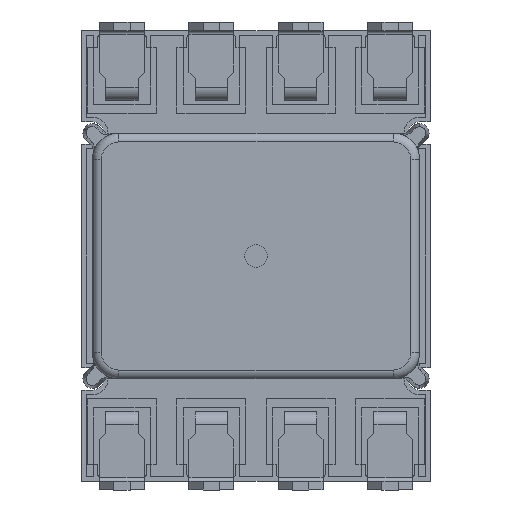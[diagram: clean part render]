
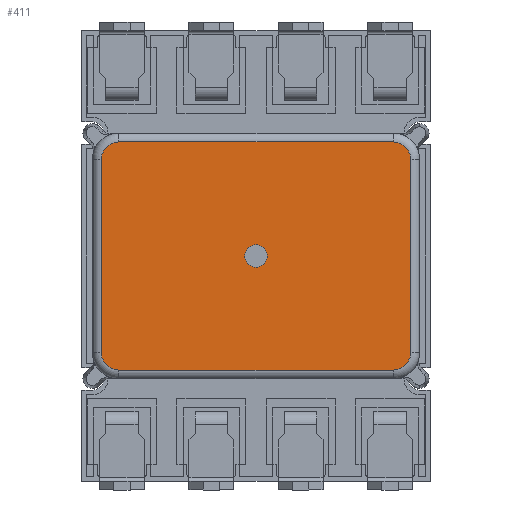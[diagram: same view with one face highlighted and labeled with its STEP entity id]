
A CAD part, front view. The second image highlights one B-rep face of the part: STEP entity #411.
In plain terms, the highlighted face is planar.
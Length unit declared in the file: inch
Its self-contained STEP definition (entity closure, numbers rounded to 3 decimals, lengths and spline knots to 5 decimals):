
#411 = ADVANCED_FACE ( 'NONE', ( #15373, #15441 ), #12979, .T. ) ;
#693 = ORIENTED_EDGE ( 'NONE', *, *, #2183, .T. ) ;
#723 = ORIENTED_EDGE ( 'NONE', *, *, #2236, .F. ) ;
#740 = ORIENTED_EDGE ( 'NONE', *, *, #2194, .T. ) ;
#778 = ORIENTED_EDGE ( 'NONE', *, *, #2159, .F. ) ;
#1501 = EDGE_LOOP ( 'NONE', ( #778, #723 ) ) ;
#1509 = EDGE_LOOP ( 'NONE', ( #740, #693, #14963, #14961, #14893, #14967, #14863, #14925 ) ) ;
#2143 = EDGE_CURVE ( 'NONE', #6826, #6775, #16025, .T. ) ;
#2159 = EDGE_CURVE ( 'NONE', #6851, #6857, #16007, .T. ) ;
#2162 = EDGE_CURVE ( 'NONE', #6779, #6826, #16050, .T. ) ;
#2169 = EDGE_CURVE ( 'NONE', #6821, #6770, #16008, .T. ) ;
#2183 = EDGE_CURVE ( 'NONE', #6790, #6779, #16058, .T. ) ;
#2194 = EDGE_CURVE ( 'NONE', #6827, #6790, #16066, .T. ) ;
#2199 = EDGE_CURVE ( 'NONE', #6775, #6821, #16078, .T. ) ;
#2200 = EDGE_CURVE ( 'NONE', #6796, #6827, #16073, .T. ) ;
#2202 = EDGE_CURVE ( 'NONE', #6770, #6796, #16098, .T. ) ;
#2236 = EDGE_CURVE ( 'NONE', #6857, #6851, #16107, .T. ) ;
#4728 = CARTESIAN_POINT ( 'NONE',  ( -0.15354, 0.1063, 0.1276 ) ) ;
#4754 = CARTESIAN_POINT ( 'NONE',  ( -0.17307, 0.1063, 0.10807 ) ) ;
#4775 = CARTESIAN_POINT ( 'NONE',  ( 0.15354, 0.1063, -0.1276 ) ) ;
#4782 = CARTESIAN_POINT ( 'NONE',  ( 0.17307, 0.1063, 0.10807 ) ) ;
#4793 = CARTESIAN_POINT ( 'NONE',  ( 0.15354, 0.1063, 0.1276 ) ) ;
#4832 = CARTESIAN_POINT ( 'NONE',  ( -0.15354, 0.1063, -0.1276 ) ) ;
#4835 = CARTESIAN_POINT ( 'NONE',  ( -0.17307, 0.1063, -0.10807 ) ) ;
#4836 = CARTESIAN_POINT ( 'NONE',  ( 0.17307, 0.1063, -0.10807 ) ) ;
#4882 = CARTESIAN_POINT ( 'NONE',  ( 0., 0.1063, 0.0125 ) ) ;
#4888 = CARTESIAN_POINT ( 'NONE',  ( 0., 0.1063, -0.0125 ) ) ;
#6770 = VERTEX_POINT ( 'NONE', #4775 ) ;
#6775 = VERTEX_POINT ( 'NONE', #4782 ) ;
#6779 = VERTEX_POINT ( 'NONE', #4728 ) ;
#6790 = VERTEX_POINT ( 'NONE', #4754 ) ;
#6796 = VERTEX_POINT ( 'NONE', #4832 ) ;
#6821 = VERTEX_POINT ( 'NONE', #4836 ) ;
#6826 = VERTEX_POINT ( 'NONE', #4793 ) ;
#6827 = VERTEX_POINT ( 'NONE', #4835 ) ;
#6851 = VERTEX_POINT ( 'NONE', #4882 ) ;
#6857 = VERTEX_POINT ( 'NONE', #4888 ) ;
#9709 = AXIS2_PLACEMENT_3D ( 'NONE', #12949, #12989, #12990 ) ;
#12949 = CARTESIAN_POINT ( 'NONE',  ( -0.15354, 0.1063, 0.10807 ) ) ;
#12979 = PLANE ( 'NONE',  #9709 ) ;
#12989 = DIRECTION ( 'NONE',  ( 0., 1., 0. ) ) ;
#12990 = DIRECTION ( 'NONE',  ( 0., 0., 1. ) ) ;
#13165 = AXIS2_PLACEMENT_3D ( 'NONE', #17304, #17311, #17337 ) ;
#13167 = AXIS2_PLACEMENT_3D ( 'NONE', #17438, #17453, #17468 ) ;
#13176 = AXIS2_PLACEMENT_3D ( 'NONE', #17587, #17597, #17557 ) ;
#13177 = AXIS2_PLACEMENT_3D ( 'NONE', #17347, #17353, #17420 ) ;
#13199 = AXIS2_PLACEMENT_3D ( 'NONE', #17407, #17409, #17392 ) ;
#13200 = AXIS2_PLACEMENT_3D ( 'NONE', #17381, #17379, #17340 ) ;
#14863 = ORIENTED_EDGE ( 'NONE', *, *, #2202, .T. ) ;
#14893 = ORIENTED_EDGE ( 'NONE', *, *, #2199, .T. ) ;
#14925 = ORIENTED_EDGE ( 'NONE', *, *, #2200, .T. ) ;
#14961 = ORIENTED_EDGE ( 'NONE', *, *, #2143, .T. ) ;
#14963 = ORIENTED_EDGE ( 'NONE', *, *, #2162, .T. ) ;
#14967 = ORIENTED_EDGE ( 'NONE', *, *, #2169, .T. ) ;
#15373 = FACE_BOUND ( 'NONE', #1501, .T. ) ;
#15441 = FACE_OUTER_BOUND ( 'NONE', #1509, .T. ) ;
#16007 = CIRCLE ( 'NONE', #13200, 0.0125 ) ;
#16008 = CIRCLE ( 'NONE', #13177, 0.01953 ) ;
#16010 = VECTOR ( 'NONE', #17350, 39.37008 ) ;
#16025 = CIRCLE ( 'NONE', #13165, 0.01953 ) ;
#16050 = LINE ( 'NONE', #17342, #16010 ) ;
#16055 = VECTOR ( 'NONE', #17466, 39.37008 ) ;
#16058 = CIRCLE ( 'NONE', #13199, 0.01953 ) ;
#16060 = VECTOR ( 'NONE', #17501, 39.37008 ) ;
#16063 = VECTOR ( 'NONE', #17437, 39.37008 ) ;
#16066 = LINE ( 'NONE', #17440, #16055 ) ;
#16073 = CIRCLE ( 'NONE', #13167, 0.01953 ) ;
#16078 = LINE ( 'NONE', #17450, #16063 ) ;
#16098 = LINE ( 'NONE', #17452, #16060 ) ;
#16107 = CIRCLE ( 'NONE', #13176, 0.0125 ) ;
#17304 = CARTESIAN_POINT ( 'NONE',  ( 0.15354, 0.1063, 0.10807 ) ) ;
#17311 = DIRECTION ( 'NONE',  ( 0., 1., 0. ) ) ;
#17337 = DIRECTION ( 'NONE',  ( 0., 0., 1. ) ) ;
#17340 = DIRECTION ( 'NONE',  ( 0., 0., 1. ) ) ;
#17342 = CARTESIAN_POINT ( 'NONE',  ( 0.15354, 0.1063, 0.1276 ) ) ;
#17347 = CARTESIAN_POINT ( 'NONE',  ( 0.15354, 0.1063, -0.10807 ) ) ;
#17350 = DIRECTION ( 'NONE',  ( 1., 0., 0. ) ) ;
#17353 = DIRECTION ( 'NONE',  ( 0., 1., 0. ) ) ;
#17379 = DIRECTION ( 'NONE',  ( 0., 1., 0. ) ) ;
#17381 = CARTESIAN_POINT ( 'NONE',  ( 0., 0.1063, 0. ) ) ;
#17392 = DIRECTION ( 'NONE',  ( 0., 0., 1. ) ) ;
#17407 = CARTESIAN_POINT ( 'NONE',  ( -0.15354, 0.1063, 0.10807 ) ) ;
#17409 = DIRECTION ( 'NONE',  ( 0., 1., 0. ) ) ;
#17420 = DIRECTION ( 'NONE',  ( 0., 0., 1. ) ) ;
#17437 = DIRECTION ( 'NONE',  ( 0., 0., -1. ) ) ;
#17438 = CARTESIAN_POINT ( 'NONE',  ( -0.15354, 0.1063, -0.10807 ) ) ;
#17440 = CARTESIAN_POINT ( 'NONE',  ( -0.17307, 0.1063, 0.10807 ) ) ;
#17450 = CARTESIAN_POINT ( 'NONE',  ( 0.17307, 0.1063, -0.10807 ) ) ;
#17452 = CARTESIAN_POINT ( 'NONE',  ( -0.15354, 0.1063, -0.1276 ) ) ;
#17453 = DIRECTION ( 'NONE',  ( 0., 1., 0. ) ) ;
#17466 = DIRECTION ( 'NONE',  ( 0., 0., 1. ) ) ;
#17468 = DIRECTION ( 'NONE',  ( 0., 0., 1. ) ) ;
#17501 = DIRECTION ( 'NONE',  ( -1., 0., 0. ) ) ;
#17557 = DIRECTION ( 'NONE',  ( 0., 0., 1. ) ) ;
#17587 = CARTESIAN_POINT ( 'NONE',  ( 0., 0.1063, 0. ) ) ;
#17597 = DIRECTION ( 'NONE',  ( 0., 1., 0. ) ) ;
